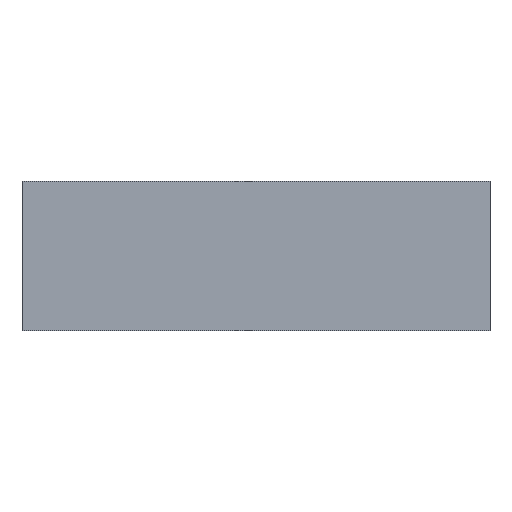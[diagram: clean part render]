
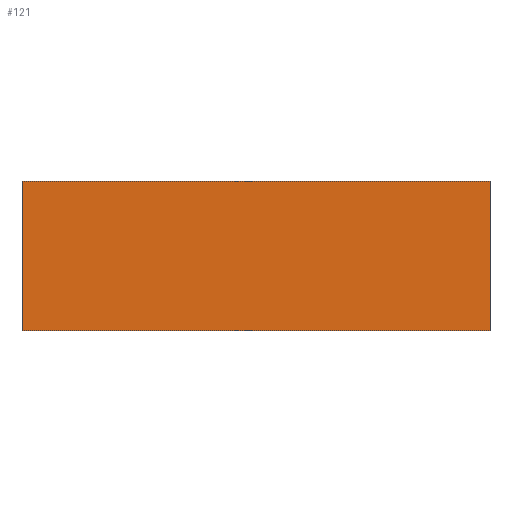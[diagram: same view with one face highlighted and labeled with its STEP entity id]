
A CAD part, front view. The second image highlights one B-rep face of the part: STEP entity #121.
In plain terms, the highlighted planar face has unit normal (0, -1, 0).
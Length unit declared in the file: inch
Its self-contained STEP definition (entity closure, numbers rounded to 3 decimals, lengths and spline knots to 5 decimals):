
#15=FACE_OUTER_BOUND('',#22,.T.);
#22=EDGE_LOOP('',(#84,#85,#86,#87));
#29=LINE('',#184,#44);
#30=LINE('',#186,#45);
#31=LINE('',#188,#46);
#32=LINE('',#189,#47);
#44=VECTOR('',#153,0.3937);
#45=VECTOR('',#154,0.3937);
#46=VECTOR('',#155,0.3937);
#47=VECTOR('',#156,0.3937);
#59=VERTEX_POINT('',#182);
#60=VERTEX_POINT('',#183);
#61=VERTEX_POINT('',#185);
#62=VERTEX_POINT('',#187);
#69=EDGE_CURVE('',#59,#60,#29,.T.);
#70=EDGE_CURVE('',#59,#61,#30,.T.);
#71=EDGE_CURVE('',#62,#61,#31,.T.);
#72=EDGE_CURVE('',#60,#62,#32,.T.);
#84=ORIENTED_EDGE('',*,*,#69,.F.);
#85=ORIENTED_EDGE('',*,*,#70,.T.);
#86=ORIENTED_EDGE('',*,*,#71,.F.);
#87=ORIENTED_EDGE('',*,*,#72,.F.);
#114=PLANE('',#142);
#121=ADVANCED_FACE('',(#15),#114,.T.);
#142=AXIS2_PLACEMENT_3D('',#181,#151,#152);
#151=DIRECTION('center_axis',(0.,-1.,0.));
#152=DIRECTION('ref_axis',(0.,0.,-1.));
#153=DIRECTION('',(0.,0.,1.));
#154=DIRECTION('',(1.,0.,0.));
#155=DIRECTION('',(0.,0.,-1.));
#156=DIRECTION('',(1.,0.,0.));
#181=CARTESIAN_POINT('Origin',(0.,0.,15.375));
#182=CARTESIAN_POINT('',(0.,0.,0.));
#183=CARTESIAN_POINT('',(0.,0.,15.375));
#184=CARTESIAN_POINT('',(0.,0.,0.));
#185=CARTESIAN_POINT('',(48.,0.,0.));
#186=CARTESIAN_POINT('',(0.,0.,0.));
#187=CARTESIAN_POINT('',(48.,0.,15.375));
#188=CARTESIAN_POINT('',(48.,0.,0.));
#189=CARTESIAN_POINT('',(0.,0.,15.375));
